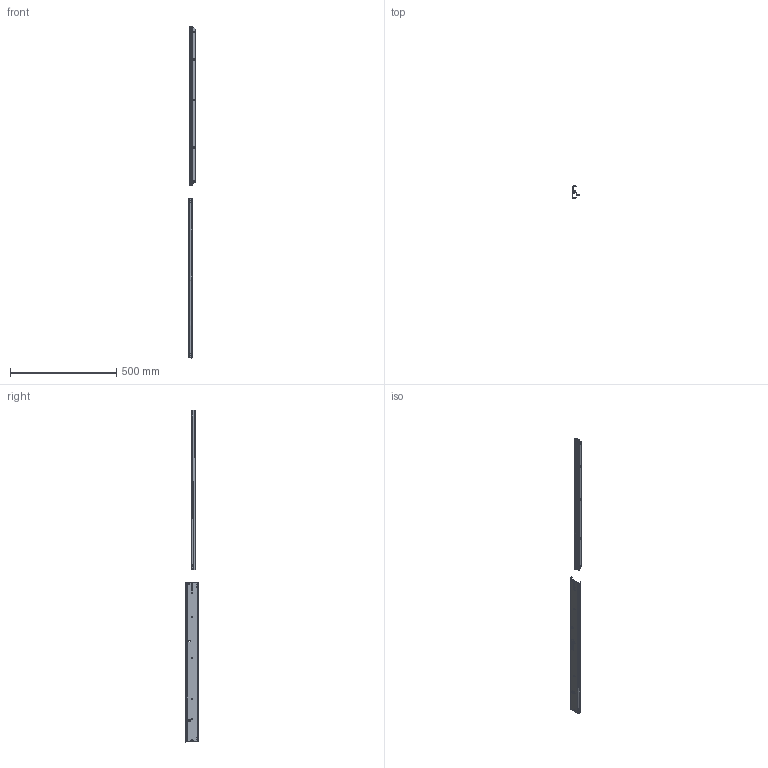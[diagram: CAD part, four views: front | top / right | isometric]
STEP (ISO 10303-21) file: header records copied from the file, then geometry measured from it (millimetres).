
FILE_DESCRIPTION (( 'STEP AP214' ), '1' );
FILE_NAME ('FR_791_SCC_OE.0750mm_30inch_open_left.STEP', '2022-11-17T15:36:07', ( '' ), ( '' ), 'SwSTEP 2.0', 'SolidWorks 2020', '' );
FILE_SCHEMA (( 'AUTOMOTIVE_DESIGN' ));
Length unit declared in the file: millimetre
Products named in the file (5): CS# 786.XXX-03.S047_NL 750; CS# 785.XXX-01.0000_NL 750; FR_791_SCC_OE.0750mm_30inch_open_left
Assembly tree (4 placements, depth 3):
  FR_791_SCC_OE.0750mm_30inch_open_left
    CS# 785.XXX-01.0000_NL 750
      CS# 785.XXX-01.0000_NL 750
    CS# 786.XXX-03.S047_NL 750
      CS# 786.XXX-03.S047_NL 750
Bounding box: 31.5 x 62.5 x 1560 mm (x, y, z)
Volume: 148099.2 mm3; surface area: 203887.3 mm2
Topology: 2 solids, 2 shells, 934 faces, 2431 edges, 1534 vertices
Faces by surface type: plane 431, bspline 237, cylinder 198, cone 63, sphere 5
Entity records: 46431 total; most frequent: CARTESIAN_POINT 20807, ORIENTED_EDGE 4842, DIRECTION 3541, EDGE_CURVE 2421, VERTEX_POINT 1534, LINE 1301, VECTOR 1301, AXIS2_PLACEMENT_3D 1120
